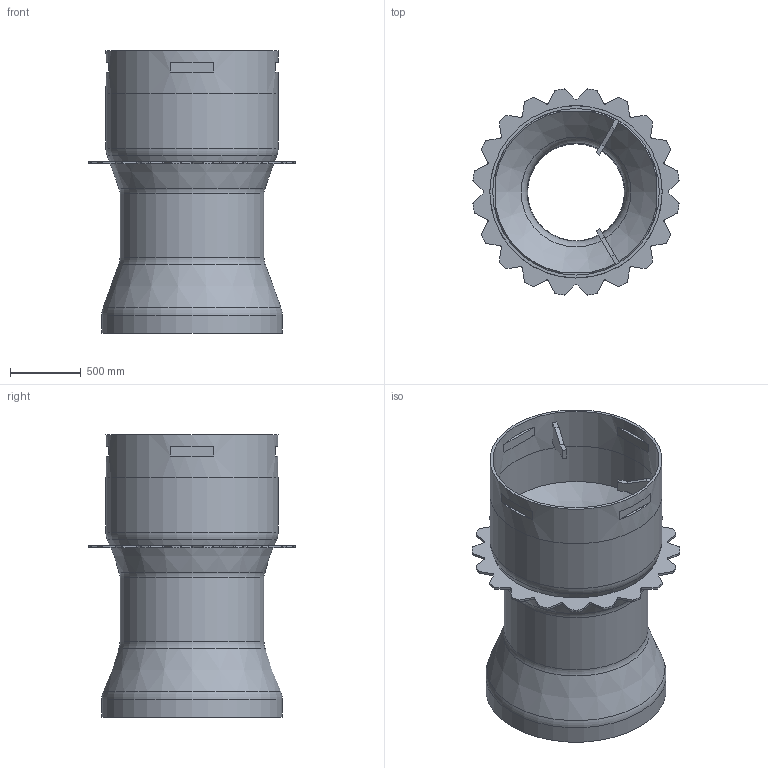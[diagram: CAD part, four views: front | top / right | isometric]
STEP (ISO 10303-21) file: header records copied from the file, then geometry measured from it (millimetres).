
FILE_DESCRIPTION(/* description */ (''),/* implementation_level */ '2;1');
FILE_NAME(/* name */ '16314.070X_3D.stp',/* time_stamp */ '2024-12-12T07:23:52+01:00',/* author */ ('CAD'),/* organization */ (''),/* preprocessor_version */ 'ST-DEVELOPER v20',/* originating_system */ 'AutoCAD Mechanical',/* authorisation */ '');
FILE_SCHEMA (('AUTOMOTIVE_DESIGN { 1 0 10303 214 3 1 1 }'));
Length unit declared in the file: centimetre
Products named in the file (1): Product
Bounding box: 1460.35 x 1460.35 x 2000 mm (x, y, z)
Volume: 209856160.3 mm3; surface area: 23227505.2 mm2
Topology: 6 solids, 6 shells, 209 faces, 586 edges, 386 vertices
Faces by surface type: plane 99, cylinder 91, torus 10, cone 9
Full cylindrical faces by diameter (mm): 698 x1, 730 x1, 980 x1, 1020 x1, 1170 x1, 1180 x2, 1220 x2, 1240 x1, 1280 x1
Entity records: 6878 total; most frequent: DIRECTION 1258, CARTESIAN_POINT 1182, ORIENTED_EDGE 1172, EDGE_CURVE 586, AXIS2_PLACEMENT_3D 462, VERTEX_POINT 386, LINE 334, VECTOR 334
